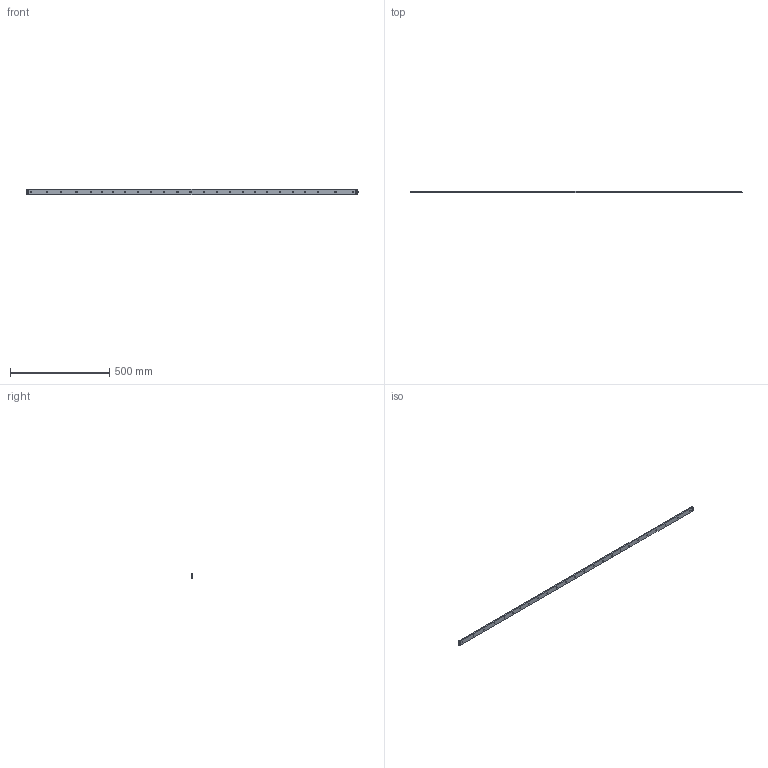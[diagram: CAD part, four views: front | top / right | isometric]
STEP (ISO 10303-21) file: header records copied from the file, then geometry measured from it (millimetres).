
FILE_DESCRIPTION (( 'STEP AP214' ), '1' );
FILE_NAME ('1501-B115B_RailSlidingSurface.STEP', '2020-11-19T22:54:51', ( '' ), ( '' ), 'SwSTEP 2.0', 'SolidWorks 2020', '' );
FILE_SCHEMA (( 'AUTOMOTIVE_DESIGN' ));
Length unit declared in the file: millimetre
Products named in the file (1): 1501-B115B_RailSlidingSurface
Bounding box: 1676 x 6.35 x 25.4 mm (x, y, z)
Volume: 259853 mm3; surface area: 107612.5 mm2
Topology: 1 solids, 1 shells, 66 faces, 204 edges, 136 vertices
Faces by surface type: cylinder 33, cone 25, plane 8
Full cylindrical faces by diameter (mm): 5.8 x25, 6.4 x4
Entity records: 1938 total; most frequent: DIRECTION 338, CARTESIAN_POINT 319, ORIENTED_EDGE 242, EDGE_LOOP 174, AXIS2_PLACEMENT_3D 158, EDGE_CURVE 121, VERTEX_POINT 107, FACE_OUTER_BOUND 95
